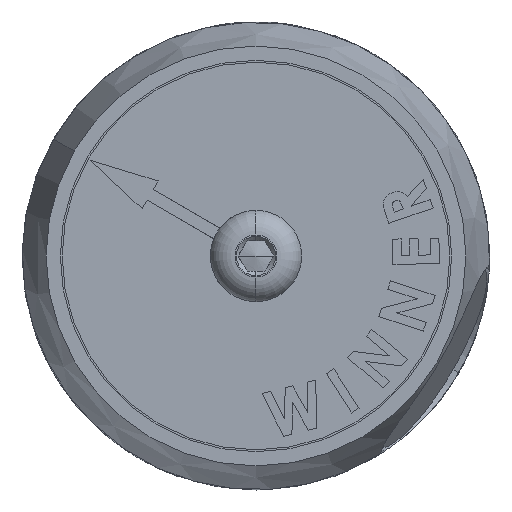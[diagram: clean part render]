
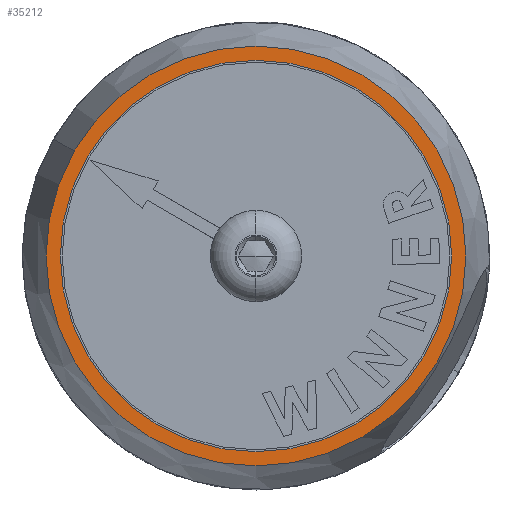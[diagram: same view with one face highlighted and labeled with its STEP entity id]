
A CAD part, left-side view. The second image highlights one B-rep face of the part: STEP entity #35212.
In plain terms, the highlighted planar face has unit normal (-1, 0, 0).
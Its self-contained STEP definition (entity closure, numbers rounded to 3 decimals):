
#2297 = DIRECTION ( 'NONE',  ( 1., 0., 0. ) ) ;
#4014 = CARTESIAN_POINT ( 'NONE',  ( -45.163, -14.722, -8.5 ) ) ;
#5090 = EDGE_CURVE ( 'NONE', #68089, #48831, #22474, .T. ) ;
#7053 = ORIENTED_EDGE ( 'NONE', *, *, #45721, .F. ) ;
#7067 = EDGE_LOOP ( 'NONE', ( #46471, #59303 ) ) ;
#8044 = FACE_BOUND ( 'NONE', #7067, .T. ) ;
#14065 = CARTESIAN_POINT ( 'NONE',  ( -45.163, 0., 0. ) ) ;
#14475 = CARTESIAN_POINT ( 'NONE',  ( -45.163, 13.727, 7.925 ) ) ;
#20890 = CIRCLE ( 'NONE', #49918, 15.85 ) ;
#22474 = CIRCLE ( 'NONE', #62667, 15.85 ) ;
#22518 = EDGE_CURVE ( 'NONE', #48831, #68089, #20890, .T. ) ;
#23035 = CARTESIAN_POINT ( 'NONE',  ( -45.163, 0., 0. ) ) ;
#24315 = FACE_OUTER_BOUND ( 'NONE', #30730, .T. ) ;
#26581 = ORIENTED_EDGE ( 'NONE', *, *, #45046, .F. ) ;
#27637 = DIRECTION ( 'NONE',  ( 0., 0.866, 0.5 ) ) ;
#30582 = DIRECTION ( 'NONE',  ( 1., 0., 0. ) ) ;
#30730 = EDGE_LOOP ( 'NONE', ( #26581, #7053 ) ) ;
#33232 = AXIS2_PLACEMENT_3D ( 'NONE', #44381, #61907, #68780 ) ;
#35212 = ADVANCED_FACE ( 'NONE', ( #24315, #8044 ), #48446, .F. ) ;
#35340 = DIRECTION ( 'NONE',  ( 1., 0., 0. ) ) ;
#35883 = CARTESIAN_POINT ( 'NONE',  ( -45.163, -13.727, -7.925 ) ) ;
#37096 = CARTESIAN_POINT ( 'NONE',  ( -45.163, 14.722, 8.5 ) ) ;
#42216 = DIRECTION ( 'NONE',  ( 0., 0.866, 0.5 ) ) ;
#44381 = CARTESIAN_POINT ( 'NONE',  ( -45.163, 0., 0. ) ) ;
#45046 = EDGE_CURVE ( 'NONE', #79002, #61975, #62771, .T. ) ;
#45649 = CIRCLE ( 'NONE', #58739, 17. ) ;
#45721 = EDGE_CURVE ( 'NONE', #61975, #79002, #45649, .T. ) ;
#46471 = ORIENTED_EDGE ( 'NONE', *, *, #22518, .T. ) ;
#48446 = PLANE ( 'NONE',  #61524 ) ;
#48831 = VERTEX_POINT ( 'NONE', #14475 ) ;
#49918 = AXIS2_PLACEMENT_3D ( 'NONE', #14065, #2297, #69129 ) ;
#58739 = AXIS2_PLACEMENT_3D ( 'NONE', #23035, #35340, #42216 ) ;
#59303 = ORIENTED_EDGE ( 'NONE', *, *, #5090, .T. ) ;
#61524 = AXIS2_PLACEMENT_3D ( 'NONE', #66998, #30582, #78428 ) ;
#61907 = DIRECTION ( 'NONE',  ( 1., 0., 0. ) ) ;
#61975 = VERTEX_POINT ( 'NONE', #4014 ) ;
#62667 = AXIS2_PLACEMENT_3D ( 'NONE', #75454, #69634, #27637 ) ;
#62771 = CIRCLE ( 'NONE', #33232, 17. ) ;
#66998 = CARTESIAN_POINT ( 'NONE',  ( -45.163, -13.727, -7.925 ) ) ;
#68089 = VERTEX_POINT ( 'NONE', #35883 ) ;
#68780 = DIRECTION ( 'NONE',  ( 0., 0.866, 0.5 ) ) ;
#69129 = DIRECTION ( 'NONE',  ( 0., 0.866, 0.5 ) ) ;
#69634 = DIRECTION ( 'NONE',  ( 1., 0., 0. ) ) ;
#75454 = CARTESIAN_POINT ( 'NONE',  ( -45.163, 0., 0. ) ) ;
#78428 = DIRECTION ( 'NONE',  ( 0., 0.866, 0.5 ) ) ;
#79002 = VERTEX_POINT ( 'NONE', #37096 ) ;
